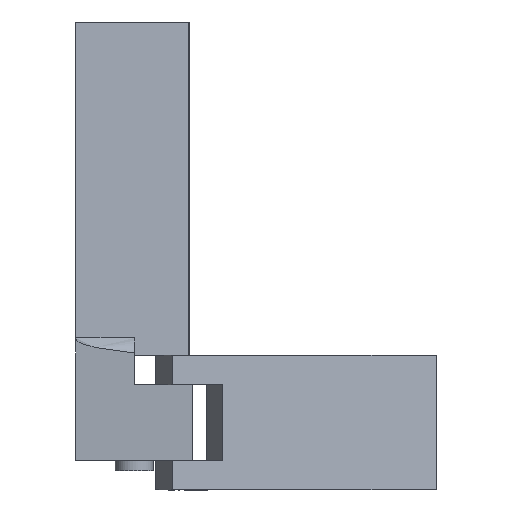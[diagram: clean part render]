
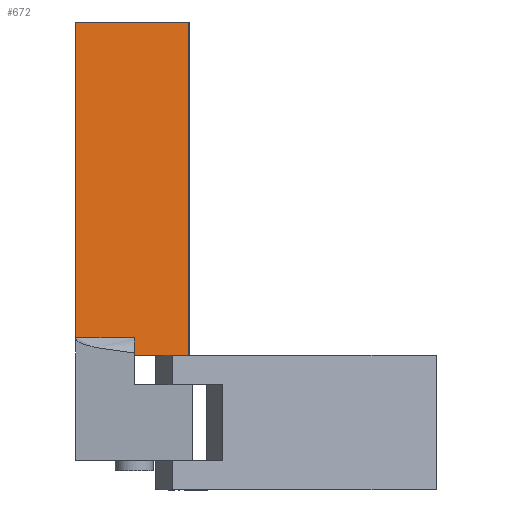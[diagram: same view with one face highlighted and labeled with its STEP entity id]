
A CAD part, front view. The second image highlights one B-rep face of the part: STEP entity #672.
In plain terms, the highlighted free-form (B-spline) face has degree [1, 1] with [2, 2] control points.
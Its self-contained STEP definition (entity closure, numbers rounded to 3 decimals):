
#188 = VERTEX_POINT('',#189);
#189 = CARTESIAN_POINT('',(14.024,2.814,
    -31.48));
#203 = VERTEX_POINT('',#204);
#204 = CARTESIAN_POINT('',(14.024,2.814,
    29.986));
#210 = EDGE_CURVE('',#188,#203,#211,.T.);
#211 = B_SPLINE_CURVE_WITH_KNOTS('',1,(#212,#213),.UNSPECIFIED.,.F.,.F.,
  (2,2),(20.224,77.224),.PIECEWISE_BEZIER_KNOTS.);
#212 = CARTESIAN_POINT('',(14.024,2.814,
    -31.48));
#213 = CARTESIAN_POINT('',(14.024,2.814,
    29.986));
#341 = VERTEX_POINT('',#342);
#342 = CARTESIAN_POINT('',(-6.832,-0.314,
    -28.245));
#472 = EDGE_CURVE('',#473,#341,#475,.T.);
#473 = VERTEX_POINT('',#474);
#474 = CARTESIAN_POINT('',(-6.832,-0.314,
    29.986));
#475 = B_SPLINE_CURVE_WITH_KNOTS('',1,(#476,#477),.UNSPECIFIED.,.F.,.F.,
  (2,2),(-0.,54.),.PIECEWISE_BEZIER_KNOTS.);
#476 = CARTESIAN_POINT('',(-6.832,-0.314,
    29.986));
#477 = CARTESIAN_POINT('',(-6.832,-0.314,
    -28.245));
#500 = EDGE_CURVE('',#203,#473,#501,.T.);
#501 = B_SPLINE_CURVE_WITH_KNOTS('',1,(#502,#503),.UNSPECIFIED.,.F.,.F.,
  (2,2),(-9.223,10.334),.PIECEWISE_BEZIER_KNOTS.);
#502 = CARTESIAN_POINT('',(14.024,2.814,
    29.986));
#503 = CARTESIAN_POINT('',(-6.832,-0.314,
    29.986));
#594 = EDGE_CURVE('',#595,#188,#597,.T.);
#595 = VERTEX_POINT('',#596);
#596 = CARTESIAN_POINT('',(3.952,1.303,-31.48
    ));
#597 = B_SPLINE_CURVE_WITH_KNOTS('',1,(#598,#599),.UNSPECIFIED.,.F.,.F.,
  (2,2),(-0.223,9.223),.PIECEWISE_BEZIER_KNOTS.);
#598 = CARTESIAN_POINT('',(3.952,1.303,-31.48
    ));
#599 = CARTESIAN_POINT('',(14.024,2.814,
    -31.48));
#630 = EDGE_CURVE('',#631,#595,#633,.T.);
#631 = VERTEX_POINT('',#632);
#632 = CARTESIAN_POINT('',(3.952,1.303,-28.245
    ));
#633 = B_SPLINE_CURVE_WITH_KNOTS('',1,(#634,#635),.UNSPECIFIED.,.F.,.F.,
  (2,2),(-23.224,-20.224),.PIECEWISE_BEZIER_KNOTS.);
#634 = CARTESIAN_POINT('',(3.952,1.303,-28.245
    ));
#635 = CARTESIAN_POINT('',(3.952,1.303,-31.48
    ));
#672 = ADVANCED_FACE('',(#673),#685,.F.);
#673 = FACE_BOUND('',#674,.T.);
#674 = EDGE_LOOP('',(#675,#676,#681,#682,#683,#684));
#675 = ORIENTED_EDGE('',*,*,#472,.T.);
#676 = ORIENTED_EDGE('',*,*,#677,.T.);
#677 = EDGE_CURVE('',#341,#631,#678,.T.);
#678 = B_SPLINE_CURVE_WITH_KNOTS('',1,(#679,#680),.UNSPECIFIED.,.F.,.F.,
  (2,2),(-10.334,-0.223),.PIECEWISE_BEZIER_KNOTS.);
#679 = CARTESIAN_POINT('',(-6.832,-0.314,
    -28.245));
#680 = CARTESIAN_POINT('',(3.952,1.303,-28.245
    ));
#681 = ORIENTED_EDGE('',*,*,#630,.T.);
#682 = ORIENTED_EDGE('',*,*,#594,.T.);
#683 = ORIENTED_EDGE('',*,*,#210,.T.);
#684 = ORIENTED_EDGE('',*,*,#500,.T.);
#685 = B_SPLINE_SURFACE_WITH_KNOTS('',1,1,(
    (#686,#687)
    ,(#688,#689
    )),.UNSPECIFIED.,.F.,.F.,.F.,(2,2),(2,2),(-9.223,
    10.334),(20.224,77.224),
  .PIECEWISE_BEZIER_KNOTS.);
#686 = CARTESIAN_POINT('',(14.024,2.814,
    -31.48));
#687 = CARTESIAN_POINT('',(14.024,2.814,
    29.986));
#688 = CARTESIAN_POINT('',(-6.832,-0.314,
    -31.48));
#689 = CARTESIAN_POINT('',(-6.832,-0.314,
    29.986));
